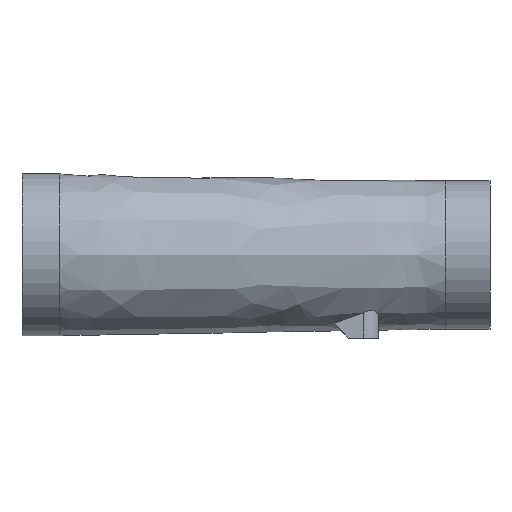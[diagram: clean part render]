
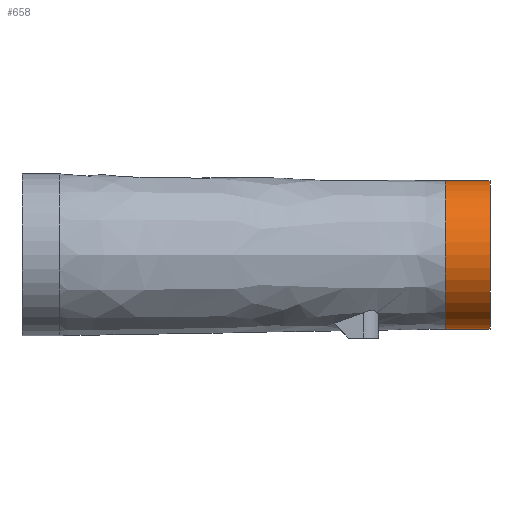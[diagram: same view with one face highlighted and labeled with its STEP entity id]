
A CAD part, front view. The second image highlights one B-rep face of the part: STEP entity #658.
In plain terms, the highlighted cylindrical face has radius 50 mm (diameter 100 mm), a partial arc.
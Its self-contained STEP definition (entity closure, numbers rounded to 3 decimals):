
#98=FACE_OUTER_BOUND('',#135,.T.);
#135=EDGE_LOOP('',(#540,#541,#542,#543,#544));
#175=LINE('',#2816,#215);
#180=LINE('',#2915,#220);
#215=VECTOR('',#846,10.);
#220=VECTOR('',#851,10.);
#238=CIRCLE('',#726,50.);
#239=CIRCLE('',#728,50.);
#240=CIRCLE('',#729,50.);
#291=VERTEX_POINT('',#2788);
#292=VERTEX_POINT('',#2815);
#297=VERTEX_POINT('',#2912);
#298=VERTEX_POINT('',#2914);
#300=VERTEX_POINT('',#2945);
#374=EDGE_CURVE('',#291,#292,#175,.T.);
#380=EDGE_CURVE('',#297,#298,#180,.T.);
#385=EDGE_CURVE('',#297,#292,#238,.T.);
#386=EDGE_CURVE('',#291,#300,#239,.T.);
#387=EDGE_CURVE('',#300,#298,#240,.T.);
#540=ORIENTED_EDGE('',*,*,#380,.F.);
#541=ORIENTED_EDGE('',*,*,#385,.T.);
#542=ORIENTED_EDGE('',*,*,#374,.F.);
#543=ORIENTED_EDGE('',*,*,#386,.T.);
#544=ORIENTED_EDGE('',*,*,#387,.T.);
#592=CYLINDRICAL_SURFACE('',#727,50.);
#658=ADVANCED_FACE('',(#98),#592,.T.);
#726=AXIS2_PLACEMENT_3D('',#2943,#858,#859);
#727=AXIS2_PLACEMENT_3D('',#2944,#860,#861);
#728=AXIS2_PLACEMENT_3D('',#2946,#862,#863);
#729=AXIS2_PLACEMENT_3D('',#2947,#864,#865);
#846=DIRECTION('',(1.,0.,0.));
#851=DIRECTION('',(-1.,0.,0.));
#858=DIRECTION('center_axis',(-1.,0.,0.));
#859=DIRECTION('ref_axis',(0.,0.,-1.));
#860=DIRECTION('center_axis',(-1.,0.,0.));
#861=DIRECTION('ref_axis',(0.,0.,-1.));
#862=DIRECTION('center_axis',(1.,0.,0.));
#863=DIRECTION('ref_axis',(0.,1.,0.));
#864=DIRECTION('center_axis',(1.,0.,0.));
#865=DIRECTION('ref_axis',(0.,1.,0.));
#2788=CARTESIAN_POINT('',(260.,0.,50.));
#2815=CARTESIAN_POINT('',(290.,0.,50.));
#2816=CARTESIAN_POINT('',(260.,0.,50.));
#2912=CARTESIAN_POINT('',(290.,0.,-50.));
#2914=CARTESIAN_POINT('',(260.,0.,-50.));
#2915=CARTESIAN_POINT('',(260.,0.,-50.));
#2943=CARTESIAN_POINT('Origin',(290.,0.,0.));
#2944=CARTESIAN_POINT('Origin',(260.,0.,0.));
#2945=CARTESIAN_POINT('',(260.,-50.,0.));
#2946=CARTESIAN_POINT('Origin',(260.,0.,0.));
#2947=CARTESIAN_POINT('Origin',(260.,0.,0.));
